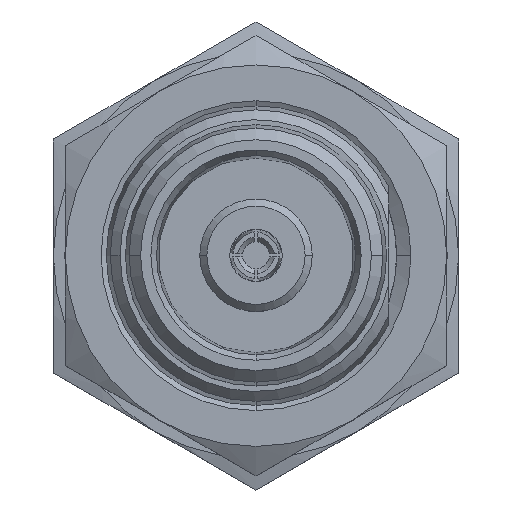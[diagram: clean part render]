
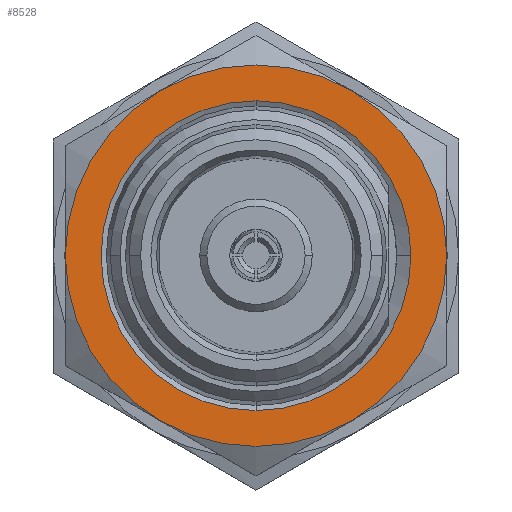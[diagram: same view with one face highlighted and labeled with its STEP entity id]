
A CAD part, top view. The second image highlights one B-rep face of the part: STEP entity #8528.
In plain terms, the highlighted planar face has unit normal (0, 0, 1).
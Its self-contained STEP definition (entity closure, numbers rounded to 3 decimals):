
#358 = CIRCLE ( 'NONE', #6086, 6.5 ) ;
#475 = CIRCLE ( 'NONE', #8811, 8. ) ;
#543 = VERTEX_POINT ( 'NONE', #3747 ) ;
#833 = CARTESIAN_POINT ( 'NONE',  ( 0., 8., -13. ) ) ;
#846 = DIRECTION ( 'NONE',  ( 0., 0., -1. ) ) ;
#847 = AXIS2_PLACEMENT_3D ( 'NONE', #2562, #1957, #1918 ) ;
#952 = EDGE_LOOP ( 'NONE', ( #7241, #8493, #4140 ) ) ;
#1040 = CARTESIAN_POINT ( 'NONE',  ( 0., 0., -13. ) ) ;
#1140 = CIRCLE ( 'NONE', #4376, 8. ) ;
#1281 = CIRCLE ( 'NONE', #4263, 8. ) ;
#1307 = ORIENTED_EDGE ( 'NONE', *, *, #6631, .F. ) ;
#1569 = ORIENTED_EDGE ( 'NONE', *, *, #9106, .F. ) ;
#1573 = EDGE_CURVE ( 'NONE', #7342, #2973, #3025, .T. ) ;
#1630 = CIRCLE ( 'NONE', #3240, 8. ) ;
#1670 = DIRECTION ( 'NONE',  ( 0., 1., 0. ) ) ;
#1789 = CARTESIAN_POINT ( 'NONE',  ( -8., 0., -13. ) ) ;
#1824 = DIRECTION ( 'NONE',  ( 1., 0., 0. ) ) ;
#1857 = DIRECTION ( 'NONE',  ( 1., 0., 0. ) ) ;
#1861 = DIRECTION ( 'NONE',  ( 0., 0., -1. ) ) ;
#1918 = DIRECTION ( 'NONE',  ( 0., 1., 0. ) ) ;
#1922 = CARTESIAN_POINT ( 'NONE',  ( 4., -6.928, -13. ) ) ;
#1957 = DIRECTION ( 'NONE',  ( 0., 0., -1. ) ) ;
#2100 = VERTEX_POINT ( 'NONE', #1922 ) ;
#2204 = CIRCLE ( 'NONE', #3793, 6.5 ) ;
#2294 = CARTESIAN_POINT ( 'NONE',  ( 0., 0., -13. ) ) ;
#2562 = CARTESIAN_POINT ( 'NONE',  ( 0., 0., -13. ) ) ;
#2643 = FACE_OUTER_BOUND ( 'NONE', #7592, .T. ) ;
#2877 = CARTESIAN_POINT ( 'NONE',  ( 0., 0., -13. ) ) ;
#2973 = VERTEX_POINT ( 'NONE', #4717 ) ;
#3004 = EDGE_CURVE ( 'NONE', #8464, #3549, #475, .T. ) ;
#3025 = CIRCLE ( 'NONE', #3632, 6.5 ) ;
#3028 = CARTESIAN_POINT ( 'NONE',  ( 0., 0., -13. ) ) ;
#3240 = AXIS2_PLACEMENT_3D ( 'NONE', #5642, #846, #6469 ) ;
#3549 = VERTEX_POINT ( 'NONE', #5237 ) ;
#3593 = ORIENTED_EDGE ( 'NONE', *, *, #3004, .F. ) ;
#3632 = AXIS2_PLACEMENT_3D ( 'NONE', #7843, #7508, #6698 ) ;
#3695 = DIRECTION ( 'NONE',  ( -1., 0., 0. ) ) ;
#3739 = DIRECTION ( 'NONE',  ( -1., 0., 0. ) ) ;
#3747 = CARTESIAN_POINT ( 'NONE',  ( 8., 0., -13. ) ) ;
#3793 = AXIS2_PLACEMENT_3D ( 'NONE', #1040, #6648, #1857 ) ;
#3847 = DIRECTION ( 'NONE',  ( -1., 0., 0. ) ) ;
#3885 = DIRECTION ( 'NONE',  ( 0., 0., -1. ) ) ;
#3921 = CARTESIAN_POINT ( 'NONE',  ( -4., 6.928, -13. ) ) ;
#3927 = CARTESIAN_POINT ( 'NONE',  ( 0., 0., -13. ) ) ;
#4097 = CARTESIAN_POINT ( 'NONE',  ( 0., 0., -13. ) ) ;
#4140 = ORIENTED_EDGE ( 'NONE', *, *, #5552, .T. ) ;
#4263 = AXIS2_PLACEMENT_3D ( 'NONE', #3028, #8610, #3847 ) ;
#4376 = AXIS2_PLACEMENT_3D ( 'NONE', #2877, #8458, #3695 ) ;
#4717 = CARTESIAN_POINT ( 'NONE',  ( 0., -6.5, -13. ) ) ;
#4811 = AXIS2_PLACEMENT_3D ( 'NONE', #4097, #9649, #4887 ) ;
#4887 = DIRECTION ( 'NONE',  ( -1., 0., 0. ) ) ;
#5237 = CARTESIAN_POINT ( 'NONE',  ( 4., 6.928, -13. ) ) ;
#5320 = AXIS2_PLACEMENT_3D ( 'NONE', #833, #6456, #1670 ) ;
#5504 = CARTESIAN_POINT ( 'NONE',  ( -4., -6.928, -13. ) ) ;
#5552 = EDGE_CURVE ( 'NONE', #5835, #2973, #358, .T. ) ;
#5564 = VERTEX_POINT ( 'NONE', #1789 ) ;
#5642 = CARTESIAN_POINT ( 'NONE',  ( 0., 0., -13. ) ) ;
#5747 = EDGE_CURVE ( 'NONE', #2100, #8218, #6012, .T. ) ;
#5835 = VERTEX_POINT ( 'NONE', #7140 ) ;
#6012 = CIRCLE ( 'NONE', #847, 8. ) ;
#6086 = AXIS2_PLACEMENT_3D ( 'NONE', #2294, #1861, #1824 ) ;
#6135 = CIRCLE ( 'NONE', #4811, 8. ) ;
#6456 = DIRECTION ( 'NONE',  ( 0., 0., -1. ) ) ;
#6469 = DIRECTION ( 'NONE',  ( -1., 0., 0. ) ) ;
#6631 = EDGE_CURVE ( 'NONE', #543, #2100, #1281, .T. ) ;
#6648 = DIRECTION ( 'NONE',  ( 0., 0., -1. ) ) ;
#6698 = DIRECTION ( 'NONE',  ( 1., 0., 0. ) ) ;
#6880 = FACE_BOUND ( 'NONE', #952, .T. ) ;
#7140 = CARTESIAN_POINT ( 'NONE',  ( 6.5, 0., -13. ) ) ;
#7234 = CARTESIAN_POINT ( 'NONE',  ( 0., 6.5, -13. ) ) ;
#7241 = ORIENTED_EDGE ( 'NONE', *, *, #1573, .F. ) ;
#7342 = VERTEX_POINT ( 'NONE', #7234 ) ;
#7483 = EDGE_CURVE ( 'NONE', #7342, #5835, #2204, .T. ) ;
#7508 = DIRECTION ( 'NONE',  ( 0., 0., 1. ) ) ;
#7568 = ORIENTED_EDGE ( 'NONE', *, *, #5747, .F. ) ;
#7592 = EDGE_LOOP ( 'NONE', ( #9951, #3593, #1569, #9324, #7568, #1307 ) ) ;
#7843 = CARTESIAN_POINT ( 'NONE',  ( 0., 0., -13. ) ) ;
#8013 = PLANE ( 'NONE',  #5320 ) ;
#8218 = VERTEX_POINT ( 'NONE', #5504 ) ;
#8458 = DIRECTION ( 'NONE',  ( 0., 0., -1. ) ) ;
#8464 = VERTEX_POINT ( 'NONE', #3921 ) ;
#8493 = ORIENTED_EDGE ( 'NONE', *, *, #7483, .T. ) ;
#8528 = ADVANCED_FACE ( 'NONE', ( #2643, #6880 ), #8013, .F. ) ;
#8547 = EDGE_CURVE ( 'NONE', #8218, #5564, #6135, .T. ) ;
#8610 = DIRECTION ( 'NONE',  ( 0., 0., -1. ) ) ;
#8811 = AXIS2_PLACEMENT_3D ( 'NONE', #3927, #3885, #3739 ) ;
#9106 = EDGE_CURVE ( 'NONE', #5564, #8464, #1140, .T. ) ;
#9324 = ORIENTED_EDGE ( 'NONE', *, *, #8547, .F. ) ;
#9632 = EDGE_CURVE ( 'NONE', #3549, #543, #1630, .T. ) ;
#9649 = DIRECTION ( 'NONE',  ( 0., 0., -1. ) ) ;
#9951 = ORIENTED_EDGE ( 'NONE', *, *, #9632, .F. ) ;
